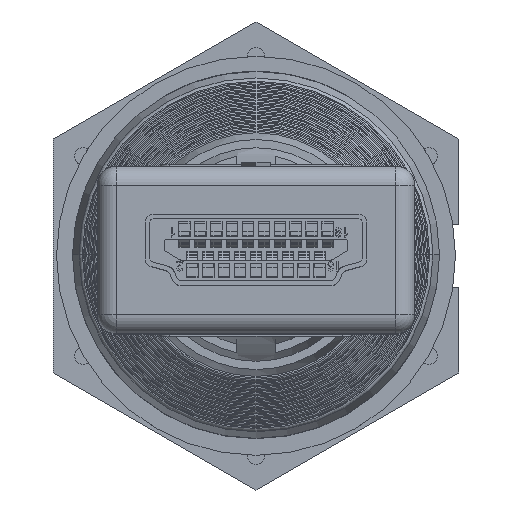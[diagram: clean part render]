
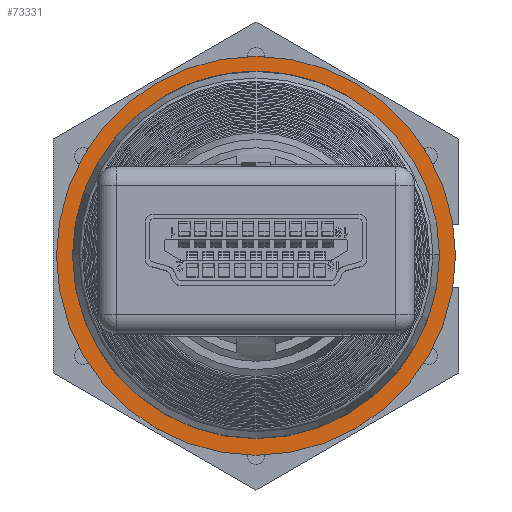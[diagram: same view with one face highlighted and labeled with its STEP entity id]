
A CAD part, top view. The second image highlights one B-rep face of the part: STEP entity #73331.
In plain terms, the highlighted face is planar.
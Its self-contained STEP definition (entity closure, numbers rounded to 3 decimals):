
#3699 = CARTESIAN_POINT ( 'NONE',  ( 0., 0., 0. ) ) ;
#6299 = VERTEX_POINT ( 'NONE', #24415 ) ;
#10413 = EDGE_LOOP ( 'NONE', ( #57583, #98390 ) ) ;
#16499 = VERTEX_POINT ( 'NONE', #36628 ) ;
#20689 = CARTESIAN_POINT ( 'NONE',  ( 0., 0., 12.5 ) ) ;
#21118 = AXIS2_PLACEMENT_3D ( 'NONE', #166706, #152829, #108432 ) ;
#22737 = AXIS2_PLACEMENT_3D ( 'NONE', #31625, #158734, #87305 ) ;
#24415 = CARTESIAN_POINT ( 'NONE',  ( 0., 0., -12.5 ) ) ;
#27120 = EDGE_CURVE ( 'NONE', #16499, #35663, #167098, .T. ) ;
#31625 = CARTESIAN_POINT ( 'NONE',  ( 0., 0., 0. ) ) ;
#31910 = DIRECTION ( 'NONE',  ( 0., 1., 0. ) ) ;
#35663 = VERTEX_POINT ( 'NONE', #53568 ) ;
#36383 = CARTESIAN_POINT ( 'NONE',  ( 0., 0., 0. ) ) ;
#36628 = CARTESIAN_POINT ( 'NONE',  ( 0., 0., 10.15 ) ) ;
#37767 = ORIENTED_EDGE ( 'NONE', *, *, #27120, .T. ) ;
#48556 = FACE_OUTER_BOUND ( 'NONE', #10413, .T. ) ;
#49523 = EDGE_CURVE ( 'NONE', #176902, #6299, #93931, .T. ) ;
#53568 = CARTESIAN_POINT ( 'NONE',  ( 0., 0., -10.15 ) ) ;
#56407 = AXIS2_PLACEMENT_3D ( 'NONE', #96560, #168630, #124715 ) ;
#57583 = ORIENTED_EDGE ( 'NONE', *, *, #179973, .F. ) ;
#73331 = ADVANCED_FACE ( 'NONE', ( #48556, #86604 ), #174127, .F. ) ;
#78361 = DIRECTION ( 'NONE',  ( 0., 0., 1. ) ) ;
#86604 = FACE_BOUND ( 'NONE', #119963, .T. ) ;
#87305 = DIRECTION ( 'NONE',  ( 0., 0., 1. ) ) ;
#93931 = CIRCLE ( 'NONE', #21118, 12.5 ) ;
#96560 = CARTESIAN_POINT ( 'NONE',  ( 0., 0., 0. ) ) ;
#96852 = EDGE_CURVE ( 'NONE', #35663, #16499, #141071, .T. ) ;
#98390 = ORIENTED_EDGE ( 'NONE', *, *, #49523, .F. ) ;
#102696 = DIRECTION ( 'NONE',  ( 0., 0., 1. ) ) ;
#108432 = DIRECTION ( 'NONE',  ( 0., 0., 1. ) ) ;
#119963 = EDGE_LOOP ( 'NONE', ( #125619, #37767 ) ) ;
#124715 = DIRECTION ( 'NONE',  ( 0., 0., 1. ) ) ;
#125619 = ORIENTED_EDGE ( 'NONE', *, *, #96852, .T. ) ;
#127916 = CIRCLE ( 'NONE', #129152, 12.5 ) ;
#129152 = AXIS2_PLACEMENT_3D ( 'NONE', #36383, #150952, #78361 ) ;
#140269 = AXIS2_PLACEMENT_3D ( 'NONE', #3699, #31910, #102696 ) ;
#141071 = CIRCLE ( 'NONE', #22737, 10.15 ) ;
#150952 = DIRECTION ( 'NONE',  ( 0., 1., 0. ) ) ;
#152829 = DIRECTION ( 'NONE',  ( 0., 1., 0. ) ) ;
#158734 = DIRECTION ( 'NONE',  ( 0., 1., 0. ) ) ;
#166706 = CARTESIAN_POINT ( 'NONE',  ( 0., 0., 0. ) ) ;
#167098 = CIRCLE ( 'NONE', #56407, 10.15 ) ;
#168630 = DIRECTION ( 'NONE',  ( 0., 1., 0. ) ) ;
#174127 = PLANE ( 'NONE',  #140269 ) ;
#176902 = VERTEX_POINT ( 'NONE', #20689 ) ;
#179973 = EDGE_CURVE ( 'NONE', #6299, #176902, #127916, .T. ) ;
